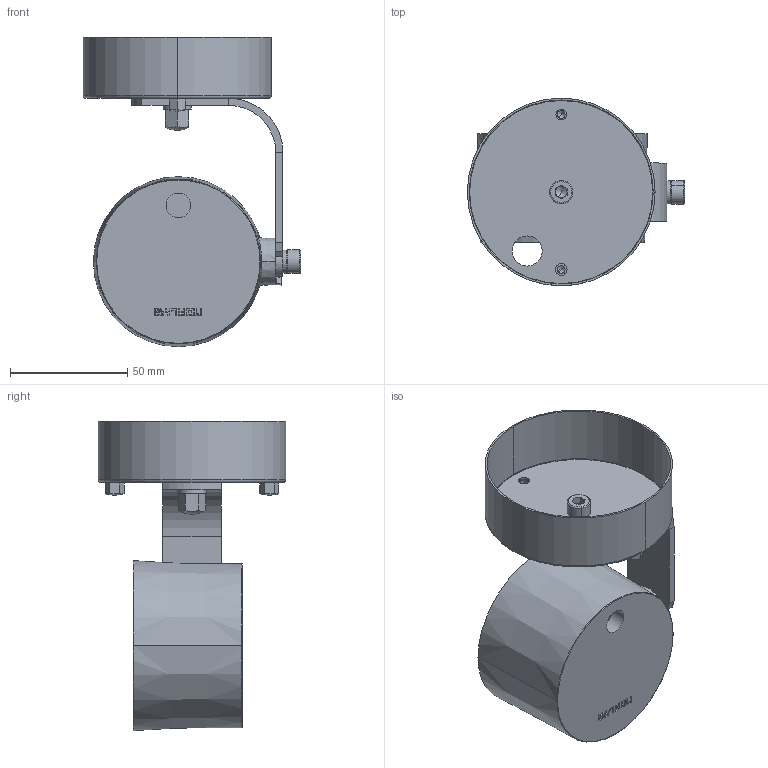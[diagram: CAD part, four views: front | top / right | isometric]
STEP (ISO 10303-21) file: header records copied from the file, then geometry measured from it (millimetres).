
FILE_DESCRIPTION (( 'STEP AP203' ), '1' );
FILE_NAME ('MOSS_WALL.STEP', '2024-02-06T08:24:39', ( '' ), ( '' ), 'SwSTEP 2.0', 'SolidWorks 2022', '' );
FILE_SCHEMA (( 'CONFIG_CONTROL_DESIGN' ));
Length unit declared in the file: millimetre
Products named in the file (13): POD SPR Z 6,1_rs_PreviewCfg; M179C_Korpus odl_kg_M179D obr w1_kg; M179C_Korpus kpl_kg_Korpus z blokadą M179D; plain washer grade a_din_Washer DIN 125 - A 6.4; M179C_Szybka_kg; M179C_Kpl_kg_M179D_Kpl_kg; GNIAZ_M6x_M6x10; M179C_Puszka fi80 + śruba M6x10; M179C_Puszka ścienna fi80_kg_Puszka fi 80 przebijanie; M179_Wspornik_kg_Wspornik z regulacją kąta; NAKR KOŁP M5 DIN917_kg_NAKR KOŁP M4 DIN917_kg; MOSS_WALL; NAKR KOŁP M6 DIN917_kg
Assembly tree (14 placements, depth 4):
  MOSS_WALL
    M179C_Kpl_kg_M179D_Kpl_kg
      M179C_Korpus kpl_kg_Korpus z blokadą M179D
        M179C_Korpus odl_kg_M179D obr w1_kg
        M179C_Szybka_kg
      M179_Wspornik_kg_Wspornik z regulacją kąta
      GNIAZ_M6x_M6x10
      POD SPR Z 6,1_rs_PreviewCfg
    NAKR KOŁP M5 DIN917_kg_NAKR KOŁP M4 DIN917_kg  x2
    plain washer grade a_din_Washer DIN 125 - A 6.4
    NAKR KOŁP M6 DIN917_kg
    M179C_Puszka fi80 + śruba M6x10
      M179C_Puszka ścienna fi80_kg_Puszka fi 80 przebijanie
      GNIAZ_M6x_M6x10
Bounding box: 92.6 x 80 x 131.82 mm (x, y, z)
Volume: 98032.4 mm3; surface area: 69316.8 mm2
Topology: 12 solids, 12 shells, 319 faces, 769 edges, 478 vertices
Faces by surface type: plane 144, cylinder 61, bspline 41, cone 34, torus 32, sphere 7
Entity records: 11476 total; most frequent: CARTESIAN_POINT 3828, ORIENTED_EDGE 1318, DIRECTION 1221, EDGE_CURVE 659, AXIS2_PLACEMENT_3D 456, VERTEX_POINT 421, EDGE_LOOP 314, LINE 309
